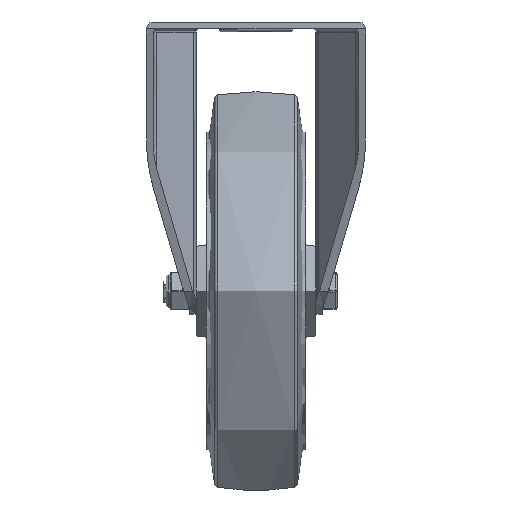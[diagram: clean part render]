
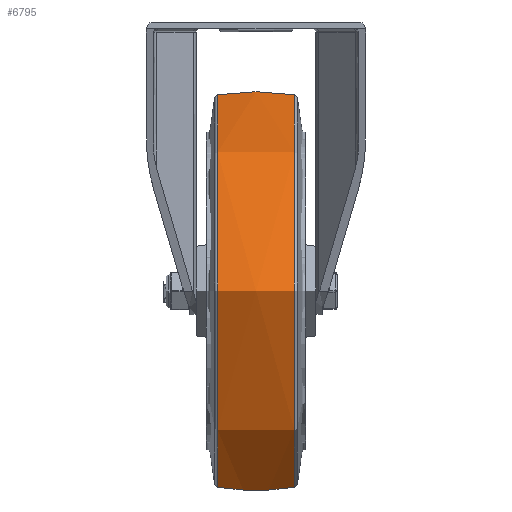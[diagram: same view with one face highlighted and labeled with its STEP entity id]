
A CAD part, left-side view. The second image highlights one B-rep face of the part: STEP entity #6795.
In plain terms, the highlighted free-form (B-spline) face has degree [2, 2] with [3, 9] control points.
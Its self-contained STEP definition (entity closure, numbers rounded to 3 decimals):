
#41=(
BOUNDED_SURFACE()
B_SPLINE_SURFACE(2,2,((#11106,#11107,#11108,#11109,#11110,#11111,#11112,
#11113,#11114),(#11115,#11116,#11117,#11118,#11119,#11120,#11121,#11122,
#11123),(#11124,#11125,#11126,#11127,#11128,#11129,#11130,#11131,#11132)),
 .UNSPECIFIED.,.F.,.T.,.F.)
B_SPLINE_SURFACE_WITH_KNOTS((3,3),(3,2,2,2,3),(-0.156,0.156),
(-3.142,-1.571,0.,1.571,3.142),
 .UNSPECIFIED.)
GEOMETRIC_REPRESENTATION_ITEM()
RATIONAL_B_SPLINE_SURFACE(((1.,0.707,1.,0.707,1.,
0.707,1.,0.707,1.),(0.988,0.699,
0.988,0.699,0.988,0.699,
0.988,0.699,0.988),(1.,0.707,
1.,0.707,1.,0.707,1.,0.707,1.)))
REPRESENTATION_ITEM('')
SURFACE()
);
#820=FACE_OUTER_BOUND('',#1250,.T.);
#1250=EDGE_LOOP('',(#5270,#5271,#5272,#5273));
#2628=CIRCLE('',#7468,98.5);
#2629=CIRCLE('',#7469,124.271);
#2630=CIRCLE('',#7470,98.5);
#3101=VERTEX_POINT('',#11103);
#3102=VERTEX_POINT('',#11133);
#3879=EDGE_CURVE('',#3101,#3101,#2628,.T.);
#3880=EDGE_CURVE('',#3101,#3102,#2629,.T.);
#3881=EDGE_CURVE('',#3102,#3102,#2630,.T.);
#5270=ORIENTED_EDGE('',*,*,#3879,.F.);
#5271=ORIENTED_EDGE('',*,*,#3880,.T.);
#5272=ORIENTED_EDGE('',*,*,#3881,.T.);
#5273=ORIENTED_EDGE('',*,*,#3880,.F.);
#6795=ADVANCED_FACE('',(#820),#41,.F.);
#7468=AXIS2_PLACEMENT_3D('',#11105,#8759,#8760);
#7469=AXIS2_PLACEMENT_3D('',#11134,#8761,#8762);
#7470=AXIS2_PLACEMENT_3D('',#11135,#8763,#8764);
#8759=DIRECTION('center_axis',(0.,1.,0.));
#8760=DIRECTION('ref_axis',(0.,0.,1.));
#8761=DIRECTION('center_axis',(-1.,0.,0.));
#8762=DIRECTION('ref_axis',(0.,0.,-1.));
#8763=DIRECTION('center_axis',(0.,1.,0.));
#8764=DIRECTION('ref_axis',(0.,0.,1.));
#11103=CARTESIAN_POINT('',(0.,19.25,-98.5));
#11105=CARTESIAN_POINT('Origin',(0.,19.25,0.));
#11106=CARTESIAN_POINT('Ctrl Pts',(0.,-19.25,-98.5));
#11107=CARTESIAN_POINT('Ctrl Pts',(-98.5,-19.25,
-98.5));
#11108=CARTESIAN_POINT('Ctrl Pts',(-98.5,-19.25,
0.));
#11109=CARTESIAN_POINT('Ctrl Pts',(-98.5,-19.25,
98.5));
#11110=CARTESIAN_POINT('Ctrl Pts',(0.,-19.25,98.5));
#11111=CARTESIAN_POINT('Ctrl Pts',(98.5,-19.25,98.5));
#11112=CARTESIAN_POINT('Ctrl Pts',(98.5,-19.25,0.));
#11113=CARTESIAN_POINT('Ctrl Pts',(98.5,-19.25,-98.5));
#11114=CARTESIAN_POINT('Ctrl Pts',(0.,-19.25,-98.5));
#11115=CARTESIAN_POINT('Ctrl Pts',(0.,0.,
-101.518));
#11116=CARTESIAN_POINT('Ctrl Pts',(-101.518,0.,
-101.518));
#11117=CARTESIAN_POINT('Ctrl Pts',(-101.518,0.,
0.));
#11118=CARTESIAN_POINT('Ctrl Pts',(-101.518,0.,
101.518));
#11119=CARTESIAN_POINT('Ctrl Pts',(0.,0.,101.518));
#11120=CARTESIAN_POINT('Ctrl Pts',(101.518,0.,
101.518));
#11121=CARTESIAN_POINT('Ctrl Pts',(101.518,0.,
0.));
#11122=CARTESIAN_POINT('Ctrl Pts',(101.518,0.,
-101.518));
#11123=CARTESIAN_POINT('Ctrl Pts',(0.,0.,
-101.518));
#11124=CARTESIAN_POINT('Ctrl Pts',(0.,19.25,-98.5));
#11125=CARTESIAN_POINT('Ctrl Pts',(-98.5,19.25,-98.5));
#11126=CARTESIAN_POINT('Ctrl Pts',(-98.5,19.25,0.));
#11127=CARTESIAN_POINT('Ctrl Pts',(-98.5,19.25,98.5));
#11128=CARTESIAN_POINT('Ctrl Pts',(0.,19.25,98.5));
#11129=CARTESIAN_POINT('Ctrl Pts',(98.5,19.25,98.5));
#11130=CARTESIAN_POINT('Ctrl Pts',(98.5,19.25,0.));
#11131=CARTESIAN_POINT('Ctrl Pts',(98.5,19.25,-98.5));
#11132=CARTESIAN_POINT('Ctrl Pts',(0.,19.25,-98.5));
#11133=CARTESIAN_POINT('',(0.,-19.25,-98.5));
#11134=CARTESIAN_POINT('Origin',(0.,0.,
24.271));
#11135=CARTESIAN_POINT('Origin',(0.,-19.25,0.));
